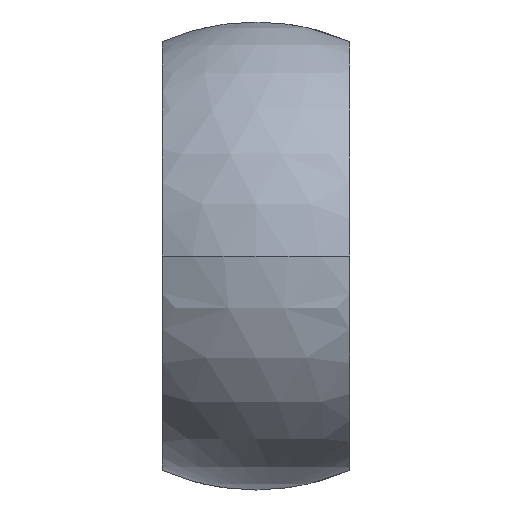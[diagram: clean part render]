
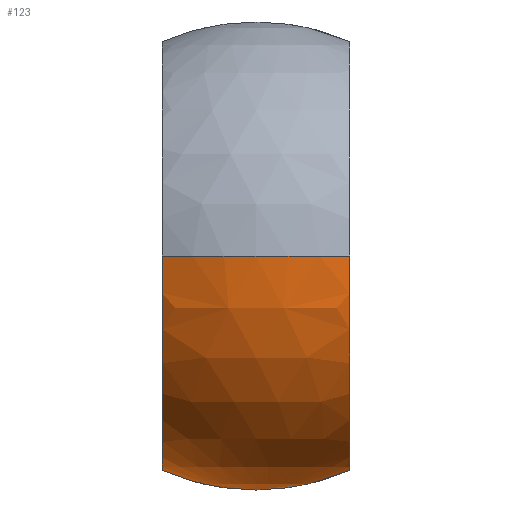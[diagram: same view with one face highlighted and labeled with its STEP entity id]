
A CAD part, left-side view. The second image highlights one B-rep face of the part: STEP entity #123.
In plain terms, the highlighted spherical face has radius 5 mm.
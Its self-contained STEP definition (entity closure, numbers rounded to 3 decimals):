
#9 = VERTEX_POINT ( 'NONE', #134 ) ;
#19 = ORIENTED_EDGE ( 'NONE', *, *, #381, .F. ) ;
#23 = EDGE_CURVE ( 'NONE', #44, #9, #192, .T. ) ;
#25 = DIRECTION ( 'NONE',  ( 0., 0., 1. ) ) ;
#33 = SPHERICAL_SURFACE ( 'NONE', #403, 5. ) ;
#39 = CIRCLE ( 'NONE', #324, 5. ) ;
#44 = VERTEX_POINT ( 'NONE', #363 ) ;
#83 = ORIENTED_EDGE ( 'NONE', *, *, #23, .T. ) ;
#85 = DIRECTION ( 'NONE',  ( 0., 0., 1. ) ) ;
#89 = ORIENTED_EDGE ( 'NONE', *, *, #264, .F. ) ;
#90 = DIRECTION ( 'NONE',  ( 0., -1., 0. ) ) ;
#92 = CARTESIAN_POINT ( 'NONE',  ( -18.702, 0., 0. ) ) ;
#93 = DIRECTION ( 'NONE',  ( 0., 0., -1. ) ) ;
#98 = CIRCLE ( 'NONE', #160, 4.583 ) ;
#106 = DIRECTION ( 'NONE',  ( 0., -1., 0. ) ) ;
#123 = ADVANCED_FACE ( 'NONE', ( #225 ), #33, .T. ) ;
#134 = CARTESIAN_POINT ( 'NONE',  ( -23.284, 2., 0. ) ) ;
#160 = AXIS2_PLACEMENT_3D ( 'NONE', #433, #106, #25 ) ;
#167 = ORIENTED_EDGE ( 'NONE', *, *, #314, .T. ) ;
#192 = CIRCLE ( 'NONE', #322, 5. ) ;
#196 = DIRECTION ( 'NONE',  ( 0., 0., 1. ) ) ;
#197 = AXIS2_PLACEMENT_3D ( 'NONE', #466, #434, #437 ) ;
#225 = FACE_OUTER_BOUND ( 'NONE', #447, .T. ) ;
#245 = CARTESIAN_POINT ( 'NONE',  ( -14.119, 2., 0. ) ) ;
#264 = EDGE_CURVE ( 'NONE', #328, #390, #384, .T. ) ;
#265 = DIRECTION ( 'NONE',  ( 0., 1., 0. ) ) ;
#297 = VERTEX_POINT ( 'NONE', #371 ) ;
#314 = EDGE_CURVE ( 'NONE', #9, #390, #98, .T. ) ;
#322 = AXIS2_PLACEMENT_3D ( 'NONE', #92, #325, #334 ) ;
#324 = AXIS2_PLACEMENT_3D ( 'NONE', #457, #85, #90 ) ;
#325 = DIRECTION ( 'NONE',  ( 0., 0., -1. ) ) ;
#328 = VERTEX_POINT ( 'NONE', #474 ) ;
#334 = DIRECTION ( 'NONE',  ( -1., 0., 0. ) ) ;
#363 = CARTESIAN_POINT ( 'NONE',  ( -23.702, 0., 0. ) ) ;
#371 = CARTESIAN_POINT ( 'NONE',  ( -23.284, -2., 0. ) ) ;
#381 = EDGE_CURVE ( 'NONE', #44, #297, #39, .T. ) ;
#384 = CIRCLE ( 'NONE', #197, 2. ) ;
#386 = DIRECTION ( 'NONE',  ( 0., 1., 0. ) ) ;
#390 = VERTEX_POINT ( 'NONE', #245 ) ;
#403 = AXIS2_PLACEMENT_3D ( 'NONE', #481, #196, #265 ) ;
#417 = CARTESIAN_POINT ( 'NONE',  ( -18.702, -2., 0. ) ) ;
#420 = ORIENTED_EDGE ( 'NONE', *, *, #423, .T. ) ;
#423 = EDGE_CURVE ( 'NONE', #328, #297, #444, .T. ) ;
#433 = CARTESIAN_POINT ( 'NONE',  ( -18.702, 2., 0. ) ) ;
#434 = DIRECTION ( 'NONE',  ( 1., 0., 0. ) ) ;
#437 = DIRECTION ( 'NONE',  ( 0., 1., 0. ) ) ;
#444 = CIRCLE ( 'NONE', #458, 4.583 ) ;
#447 = EDGE_LOOP ( 'NONE', ( #19, #83, #167, #89, #420 ) ) ;
#457 = CARTESIAN_POINT ( 'NONE',  ( -18.702, 0., 0. ) ) ;
#458 = AXIS2_PLACEMENT_3D ( 'NONE', #417, #386, #93 ) ;
#466 = CARTESIAN_POINT ( 'NONE',  ( -14.119, 0., 0. ) ) ;
#474 = CARTESIAN_POINT ( 'NONE',  ( -14.119, -2., 0. ) ) ;
#481 = CARTESIAN_POINT ( 'NONE',  ( -18.702, 0., 0. ) ) ;
